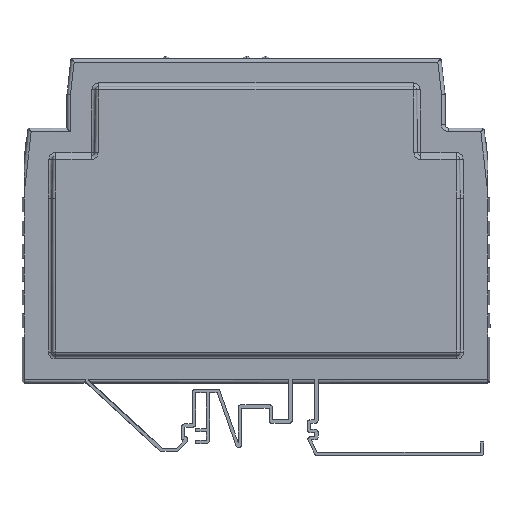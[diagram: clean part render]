
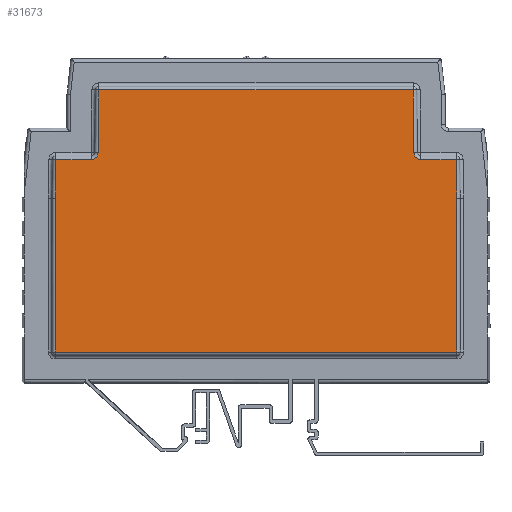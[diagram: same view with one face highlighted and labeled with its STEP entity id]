
A CAD part, left-side view. The second image highlights one B-rep face of the part: STEP entity #31673.
In plain terms, the highlighted planar face has unit normal (-1, 0, 0).
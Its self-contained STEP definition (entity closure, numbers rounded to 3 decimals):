
#4139 = CARTESIAN_POINT ( 'NONE',  ( -11.6, -33.882, -6.75 ) ) ;
#30253 = VERTEX_POINT ( 'NONE', #38677 ) ;
#31370 = VERTEX_POINT ( 'NONE', #48976 ) ;
#31392 = VERTEX_POINT ( 'NONE', #49091 ) ;
#31414 = EDGE_LOOP ( 'NONE', ( #31668, #31650, #31432, #31458, #31467, #31436, #31672, #31823, #31715, #31626, #31712, #32052 ) ) ;
#31432 = ORIENTED_EDGE ( 'NONE', *, *, #31570, .F. ) ;
#31435 = VERTEX_POINT ( 'NONE', #49309 ) ;
#31436 = ORIENTED_EDGE ( 'NONE', *, *, #31678, .T. ) ;
#31455 = VERTEX_POINT ( 'NONE', #49277 ) ;
#31458 = ORIENTED_EDGE ( 'NONE', *, *, #31569, .T. ) ;
#31467 = ORIENTED_EDGE ( 'NONE', *, *, #31674, .T. ) ;
#31509 = VERTEX_POINT ( 'NONE', #49633 ) ;
#31517 = VERTEX_POINT ( 'NONE', #49669 ) ;
#31569 = EDGE_CURVE ( 'NONE', #31509, #31370, #49859, .T. ) ;
#31570 = EDGE_CURVE ( 'NONE', #31509, #31517, #49863, .T. ) ;
#31618 = VERTEX_POINT ( 'NONE', #50002 ) ;
#31619 = EDGE_CURVE ( 'NONE', #38011, #31392, #50052, .T. ) ;
#31626 = ORIENTED_EDGE ( 'NONE', *, *, #31708, .T. ) ;
#31641 = VERTEX_POINT ( 'NONE', #50035 ) ;
#31643 = EDGE_CURVE ( 'NONE', #31392, #31517, #50079, .T. ) ;
#31650 = ORIENTED_EDGE ( 'NONE', *, *, #31643, .T. ) ;
#31668 = ORIENTED_EDGE ( 'NONE', *, *, #31619, .T. ) ;
#31672 = ORIENTED_EDGE ( 'NONE', *, *, #31685, .T. ) ;
#31673 = ADVANCED_FACE ( 'NONE', ( #50110 ), #50099, .T. ) ;
#31674 = EDGE_CURVE ( 'NONE', #31370, #31682, #50095, .T. ) ;
#31678 = EDGE_CURVE ( 'NONE', #31682, #31435, #49910, .T. ) ;
#31682 = VERTEX_POINT ( 'NONE', #49945 ) ;
#31685 = EDGE_CURVE ( 'NONE', #31435, #30253, #50162, .T. ) ;
#31708 = EDGE_CURVE ( 'NONE', #31641, #31775, #50292, .T. ) ;
#31712 = ORIENTED_EDGE ( 'NONE', *, *, #31728, .F. ) ;
#31715 = ORIENTED_EDGE ( 'NONE', *, *, #31826, .T. ) ;
#31718 = EDGE_CURVE ( 'NONE', #31455, #38011, #50381, .T. ) ;
#31728 = EDGE_CURVE ( 'NONE', #31455, #31775, #50425, .T. ) ;
#31775 = VERTEX_POINT ( 'NONE', #50542 ) ;
#31823 = ORIENTED_EDGE ( 'NONE', *, *, #31827, .T. ) ;
#31826 = EDGE_CURVE ( 'NONE', #31618, #31641, #50753, .T. ) ;
#31827 = EDGE_CURVE ( 'NONE', #30253, #31618, #50744, .T. ) ;
#32052 = ORIENTED_EDGE ( 'NONE', *, *, #31718, .T. ) ;
#38011 = VERTEX_POINT ( 'NONE', #4139 ) ;
#38677 = CARTESIAN_POINT ( 'NONE',  ( -11.6, -43.25, -63.25 ) ) ;
#48976 = CARTESIAN_POINT ( 'NONE',  ( -11.6, 43.131, -21.75 ) ) ;
#49091 = CARTESIAN_POINT ( 'NONE',  ( -11.6, 33.882, -6.75 ) ) ;
#49277 = CARTESIAN_POINT ( 'NONE',  ( -11.6, -34.05, -20.264 ) ) ;
#49309 = CARTESIAN_POINT ( 'NONE',  ( -11.6, 43.25, -63.25 ) ) ;
#49633 = CARTESIAN_POINT ( 'NONE',  ( -11.6, 35.55, -21.75 ) ) ;
#49669 = CARTESIAN_POINT ( 'NONE',  ( -11.6, 34.05, -20.264 ) ) ;
#49819 = DIRECTION ( 'NONE',  ( 0., 1., 0. ) ) ;
#49820 = CARTESIAN_POINT ( 'NONE',  ( -11.6, 50.5, -21.75 ) ) ;
#49846 = DIRECTION ( 'NONE',  ( 0., -1., 0. ) ) ;
#49847 = DIRECTION ( 'NONE',  ( -1., 0., 0. ) ) ;
#49848 = CARTESIAN_POINT ( 'NONE',  ( -11.6, 35.55, -20.25 ) ) ;
#49851 = VECTOR ( 'NONE', #49819, 1000. ) ;
#49858 = AXIS2_PLACEMENT_3D ( 'NONE', #49848, #49847, #49846 ) ;
#49859 = LINE ( 'NONE', #49820, #49851 ) ;
#49863 = CIRCLE ( 'NONE', #49858, 1.5 ) ;
#49910 = LINE ( 'NONE', #49949, #49948 ) ;
#49945 = CARTESIAN_POINT ( 'NONE',  ( -11.6, 43.25, -30.069 ) ) ;
#49947 = DIRECTION ( 'NONE',  ( 0., 0., -1. ) ) ;
#49948 = VECTOR ( 'NONE', #49947, 1000. ) ;
#49949 = CARTESIAN_POINT ( 'NONE',  ( -11.6, 43.25, -70. ) ) ;
#50002 = CARTESIAN_POINT ( 'NONE',  ( -11.6, -43.25, -30.069 ) ) ;
#50035 = CARTESIAN_POINT ( 'NONE',  ( -11.6, -43.131, -21.75 ) ) ;
#50046 = DIRECTION ( 'NONE',  ( 0., 1., 0. ) ) ;
#50047 = VECTOR ( 'NONE', #50046, 1000. ) ;
#50048 = CARTESIAN_POINT ( 'NONE',  ( -11.6, 50.5, -6.75 ) ) ;
#50052 = LINE ( 'NONE', #50048, #50047 ) ;
#50072 = CARTESIAN_POINT ( 'NONE',  ( -11.6, 34.05, -20.264 ) ) ;
#50073 = CARTESIAN_POINT ( 'NONE',  ( -11.6, 34.028, -18.012 ) ) ;
#50074 = CARTESIAN_POINT ( 'NONE',  ( -11.6, 34.008, -15.759 ) ) ;
#50075 = CARTESIAN_POINT ( 'NONE',  ( -11.6, 33.963, -11.254 ) ) ;
#50076 = CARTESIAN_POINT ( 'NONE',  ( -11.6, 33.939, -9.002 ) ) ;
#50077 = CARTESIAN_POINT ( 'NONE',  ( -11.6, 33.882, -6.75 ) ) ;
#50079 = B_SPLINE_CURVE_WITH_KNOTS ( 'NONE', 3,
 ( #50077, #50076, #50075, #50074, #50073, #50072 ),
 .UNSPECIFIED., .F., .F.,
 ( 4, 2, 4 ),
 ( 0., 0.007, 0.014 ),
 .UNSPECIFIED. ) ;
#50095 = B_SPLINE_CURVE_WITH_KNOTS ( 'NONE', 3,
 ( #50132, #50131, #50129, #50128, #50127, #50126 ),
 .UNSPECIFIED., .F., .F.,
 ( 4, 2, 4 ),
 ( 0., 0.004, 0.008 ),
 .UNSPECIFIED. ) ;
#50096 = DIRECTION ( 'NONE',  ( 0., -1., 0. ) ) ;
#50097 = DIRECTION ( 'NONE',  ( -1., 0., 0. ) ) ;
#50099 = PLANE ( 'NONE',  #50104 ) ;
#50104 = AXIS2_PLACEMENT_3D ( 'NONE', #50115, #50097, #50096 ) ;
#50110 = FACE_OUTER_BOUND ( 'NONE', #31414, .T. ) ;
#50115 = CARTESIAN_POINT ( 'NONE',  ( -11.6, 50.5, -70. ) ) ;
#50126 = CARTESIAN_POINT ( 'NONE',  ( -11.6, 43.25, -30.069 ) ) ;
#50127 = CARTESIAN_POINT ( 'NONE',  ( -11.6, 43.237, -28.683 ) ) ;
#50128 = CARTESIAN_POINT ( 'NONE',  ( -11.6, 43.224, -27.296 ) ) ;
#50129 = CARTESIAN_POINT ( 'NONE',  ( -11.6, 43.188, -24.523 ) ) ;
#50131 = CARTESIAN_POINT ( 'NONE',  ( -11.6, 43.167, -23.136 ) ) ;
#50132 = CARTESIAN_POINT ( 'NONE',  ( -11.6, 43.131, -21.75 ) ) ;
#50156 = DIRECTION ( 'NONE',  ( 0., -1., 0. ) ) ;
#50157 = VECTOR ( 'NONE', #50156, 1000. ) ;
#50162 = LINE ( 'NONE', #50163, #50157 ) ;
#50163 = CARTESIAN_POINT ( 'NONE',  ( -11.6, 50.5, -63.25 ) ) ;
#50289 = VECTOR ( 'NONE', #50334, 1000. ) ;
#50291 = CARTESIAN_POINT ( 'NONE',  ( -11.6, 50.5, -21.75 ) ) ;
#50292 = LINE ( 'NONE', #50291, #50289 ) ;
#50334 = DIRECTION ( 'NONE',  ( 0., 1., 0. ) ) ;
#50380 = DIRECTION ( 'NONE',  ( 0., -1., 0. ) ) ;
#50381 = B_SPLINE_CURVE_WITH_KNOTS ( 'NONE', 3,
 ( #50447, #50446, #50445, #50444, #50443, #50442 ),
 .UNSPECIFIED., .F., .F.,
 ( 4, 2, 4 ),
 ( 0., 0.007, 0.014 ),
 .UNSPECIFIED. ) ;
#50425 = CIRCLE ( 'NONE', #50430, 1.5 ) ;
#50430 = AXIS2_PLACEMENT_3D ( 'NONE', #50439, #50438, #50380 ) ;
#50438 = DIRECTION ( 'NONE',  ( -1., 0., 0. ) ) ;
#50439 = CARTESIAN_POINT ( 'NONE',  ( -11.6, -35.55, -20.25 ) ) ;
#50442 = CARTESIAN_POINT ( 'NONE',  ( -11.6, -33.882, -6.75 ) ) ;
#50443 = CARTESIAN_POINT ( 'NONE',  ( -11.6, -33.939, -9.002 ) ) ;
#50444 = CARTESIAN_POINT ( 'NONE',  ( -11.6, -33.963, -11.254 ) ) ;
#50445 = CARTESIAN_POINT ( 'NONE',  ( -11.6, -34.008, -15.759 ) ) ;
#50446 = CARTESIAN_POINT ( 'NONE',  ( -11.6, -34.028, -18.012 ) ) ;
#50447 = CARTESIAN_POINT ( 'NONE',  ( -11.6, -34.05, -20.264 ) ) ;
#50542 = CARTESIAN_POINT ( 'NONE',  ( -11.6, -35.55, -21.75 ) ) ;
#50741 = DIRECTION ( 'NONE',  ( 0., 0., 1. ) ) ;
#50742 = VECTOR ( 'NONE', #50741, 1000. ) ;
#50743 = CARTESIAN_POINT ( 'NONE',  ( -11.6, -43.25, -70. ) ) ;
#50744 = LINE ( 'NONE', #50743, #50742 ) ;
#50745 = CARTESIAN_POINT ( 'NONE',  ( -11.6, -43.131, -21.75 ) ) ;
#50746 = CARTESIAN_POINT ( 'NONE',  ( -11.6, -43.167, -23.136 ) ) ;
#50747 = CARTESIAN_POINT ( 'NONE',  ( -11.6, -43.188, -24.523 ) ) ;
#50748 = CARTESIAN_POINT ( 'NONE',  ( -11.6, -43.224, -27.296 ) ) ;
#50749 = CARTESIAN_POINT ( 'NONE',  ( -11.6, -43.237, -28.683 ) ) ;
#50750 = CARTESIAN_POINT ( 'NONE',  ( -11.6, -43.25, -30.069 ) ) ;
#50753 = B_SPLINE_CURVE_WITH_KNOTS ( 'NONE', 3,
 ( #50750, #50749, #50748, #50747, #50746, #50745 ),
 .UNSPECIFIED., .F., .F.,
 ( 4, 2, 4 ),
 ( 0., 0.004, 0.008 ),
 .UNSPECIFIED. ) ;
